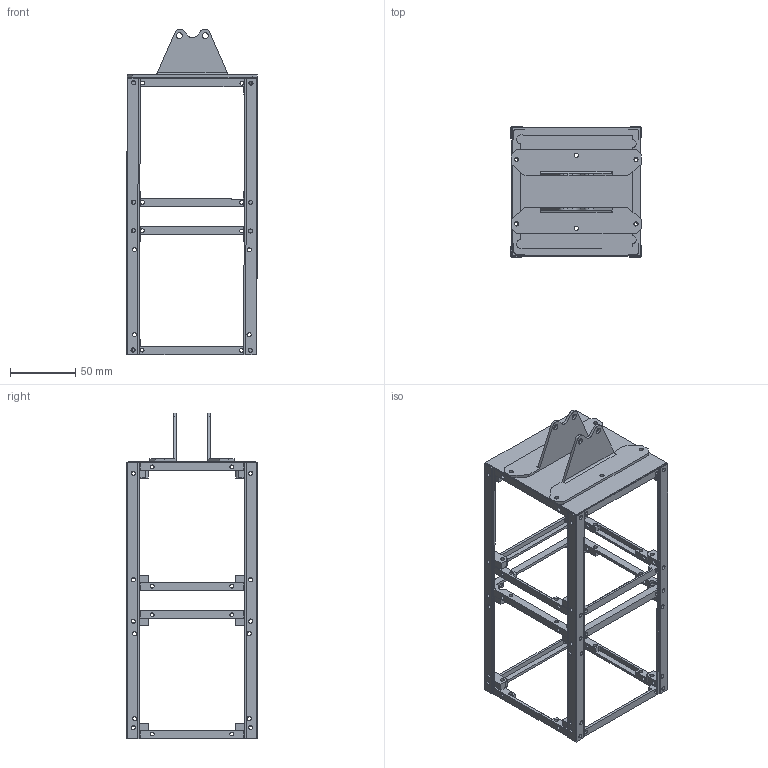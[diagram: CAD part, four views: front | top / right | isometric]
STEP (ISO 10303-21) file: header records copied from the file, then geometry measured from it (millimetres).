
FILE_DESCRIPTION(('STEP AP203'), '1');
FILE_NAME('nasha_polnaya_sborka_21', '', ('UNSPECIFIED'), ('UNSPECIFIED'), 'C3D Converter', 'C3D Toolkit', '');
FILE_SCHEMA(('CONFIG_CONTROL_DESIGN'));
Length unit declared in the file: millimetre
Assembly tree (11 placements, depth 2):
  (unnamed)
    (unnamed)  x4
    (unnamed)  x2
    (unnamed)  x2
    (unnamed)
    (unnamed)
    (unnamed)
Bounding box: 100.48 x 100 x 250.03 mm (x, y, z)
Volume: 91101.5 mm3; surface area: 111885.8 mm2
Topology: 11 solids, 11 shells, 684 faces, 2182 edges, 1444 vertices
Faces by surface type: plane 400, cylinder 284
Full cylindrical faces by diameter (mm): 3 x80, 3.2 x76
Entity records: 11564 total; most frequent: CARTESIAN_POINT 3886, ORIENTED_EDGE 1460, DIRECTION 1444, EDGE_CURVE 730, VERTEX_POINT 524, AXIS2_PLACEMENT_3D 495, LINE 454, VECTOR 454
